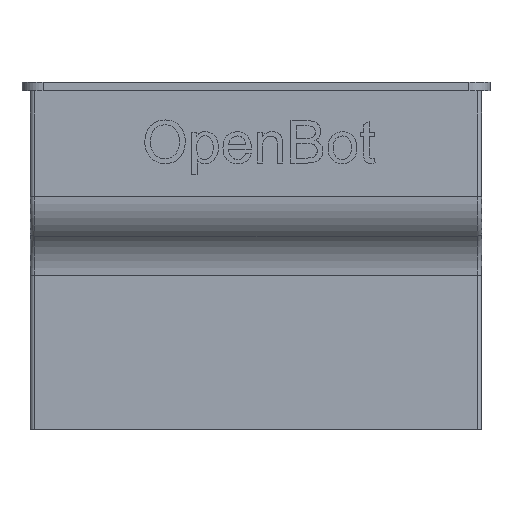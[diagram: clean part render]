
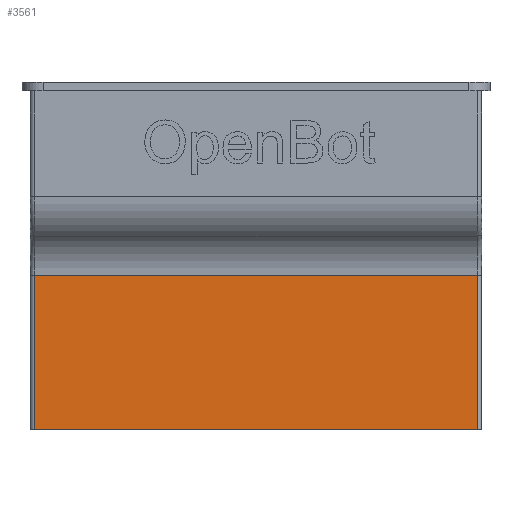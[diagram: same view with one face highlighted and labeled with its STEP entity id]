
A CAD part, top view. The second image highlights one B-rep face of the part: STEP entity #3561.
In plain terms, the highlighted planar face has unit normal (0, 0, 1).
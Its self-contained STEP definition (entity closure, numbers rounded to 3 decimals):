
#375=PLANE('',#3811);
#453=LINE('',#4519,#737);
#462=LINE('',#4574,#746);
#463=LINE('',#4577,#747);
#464=LINE('',#4578,#748);
#737=VECTOR('',#3957,10.);
#746=VECTOR('',#4020,10.);
#747=VECTOR('',#4023,12.);
#748=VECTOR('',#4024,10.);
#1039=FACE_OUTER_BOUND('',#1245,.T.);
#1245=EDGE_LOOP('',(#2495,#2496,#2497,#2498));
#1513=VERTEX_POINT('',#4516);
#1514=VERTEX_POINT('',#4518);
#1532=VERTEX_POINT('',#4567);
#1534=VERTEX_POINT('',#4576);
#1888=EDGE_CURVE('',#1513,#1514,#453,.T.);
#1916=EDGE_CURVE('',#1532,#1513,#462,.T.);
#1917=EDGE_CURVE('',#1534,#1532,#463,.T.);
#1918=EDGE_CURVE('',#1514,#1534,#464,.T.);
#2495=ORIENTED_EDGE('',*,*,#1916,.F.);
#2496=ORIENTED_EDGE('',*,*,#1917,.F.);
#2497=ORIENTED_EDGE('',*,*,#1918,.F.);
#2498=ORIENTED_EDGE('',*,*,#1888,.F.);
#3561=ADVANCED_FACE('',(#1039),#375,.F.);
#3811=AXIS2_PLACEMENT_3D('',#4575,#4021,#4022);
#3957=DIRECTION('',(-1.,0.,0.));
#4020=DIRECTION('',(0.,-1.,0.));
#4021=DIRECTION('center_axis',(0.,0.,-1.));
#4022=DIRECTION('ref_axis',(-1.,0.,0.));
#4023=DIRECTION('',(1.,0.,0.));
#4024=DIRECTION('',(0.,1.,0.));
#4516=CARTESIAN_POINT('',(52.25,0.,0.));
#4518=CARTESIAN_POINT('',(-52.25,0.,0.));
#4519=CARTESIAN_POINT('',(26.625,0.,0.));
#4567=CARTESIAN_POINT('',(52.25,36.448,0.));
#4574=CARTESIAN_POINT('',(52.25,0.,0.));
#4575=CARTESIAN_POINT('Origin',(53.25,0.,0.));
#4576=CARTESIAN_POINT('',(-52.25,36.448,0.));
#4577=CARTESIAN_POINT('',(-53.25,36.448,0.));
#4578=CARTESIAN_POINT('',(-52.25,0.,0.));
